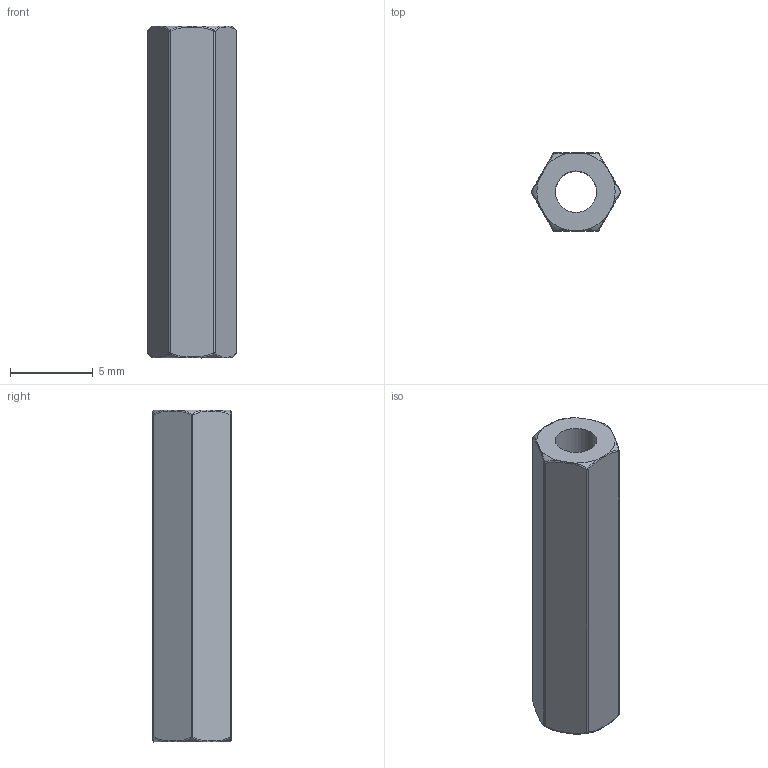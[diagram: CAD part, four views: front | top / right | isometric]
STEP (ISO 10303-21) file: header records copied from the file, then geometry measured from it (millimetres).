
FILE_DESCRIPTION(/* description */ (''),/* implementation_level */ '2;1');
FILE_NAME(/* name */ 'M3x20 standoff hex.step',/* time_stamp */ '2024-08-02T08:53:23-05:00',/* author */ (''),/* organization */ (''),/* preprocessor_version */ 'ST-DEVELOPER v20',/* originating_system */ 'Autodesk Translation Framework v13.14.0.145',/* authorisation */ '');
FILE_SCHEMA (('AUTOMOTIVE_DESIGN { 1 0 10303 214 3 1 1 }'));
Length unit declared in the file: millimetre
Products named in the file (1): M3x20+6
Bounding box: 5.4 x 4.7 x 20 mm (x, y, z)
Volume: 284.1 mm3; surface area: 507.6 mm2
Topology: 1 solids, 1 shells, 51 faces, 119 edges, 62 vertices
Faces by surface type: sphere 12, torus 12, bspline 12, plane 8, cylinder 7
Full cylindrical faces by diameter (mm): 2.5 x1
Entity records: 2872 total; most frequent: CARTESIAN_POINT 1772, ORIENTED_EDGE 222, DIRECTION 193, EDGE_CURVE 111, AXIS2_PLACEMENT_3D 90, VERTEX_POINT 62, EDGE_LOOP 53, STYLED_ITEM 52
